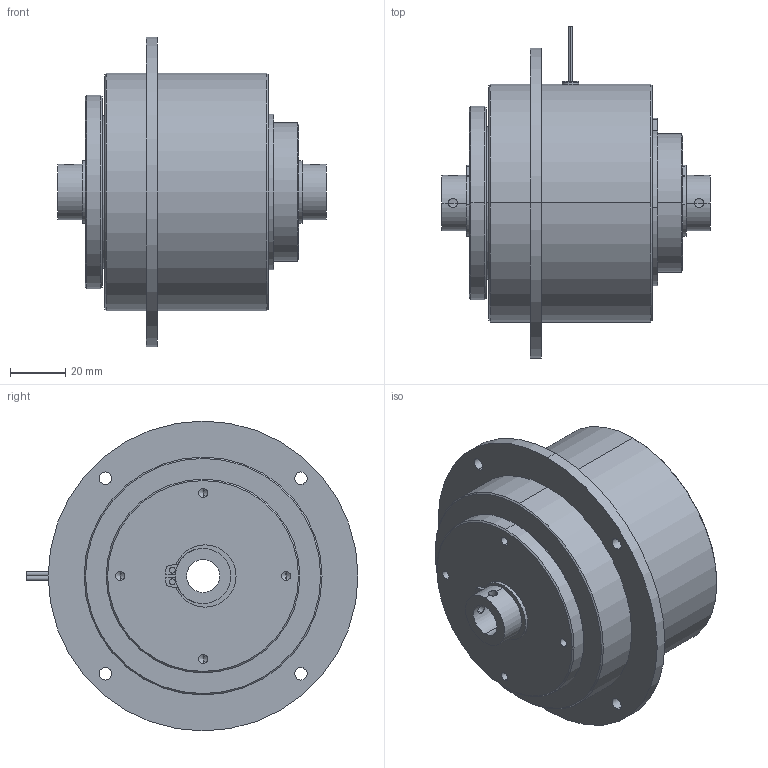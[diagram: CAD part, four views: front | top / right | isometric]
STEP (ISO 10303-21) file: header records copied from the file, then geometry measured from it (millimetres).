
FILE_DESCRIPTION (( 'STEP AP203' ), '1' );
FILE_NAME ('YPP616693.STEP', '2020-12-25T00:28:40', ( '' ), ( '' ), 'SwSTEP 2.0', 'SolidWorks 2016', '' );
FILE_SCHEMA (( 'CONFIG_CONTROL_DESIGN' ));
Length unit declared in the file: millimetre
Products named in the file (1): YPP616693
Bounding box: 97 x 120 x 112 mm (x, y, z)
Volume: 400837.9 mm3; surface area: 59738.6 mm2
Topology: 6 solids, 6 shells, 166 faces, 419 edges, 266 vertices
Faces by surface type: cylinder 114, plane 32, cone 18, torus 2
Entity records: 5597 total; most frequent: CARTESIAN_POINT 1327, DIRECTION 948, ORIENTED_EDGE 822, EDGE_CURVE 411, AXIS2_PLACEMENT_3D 389, VERTEX_POINT 266, CIRCLE 222, EDGE_LOOP 215
